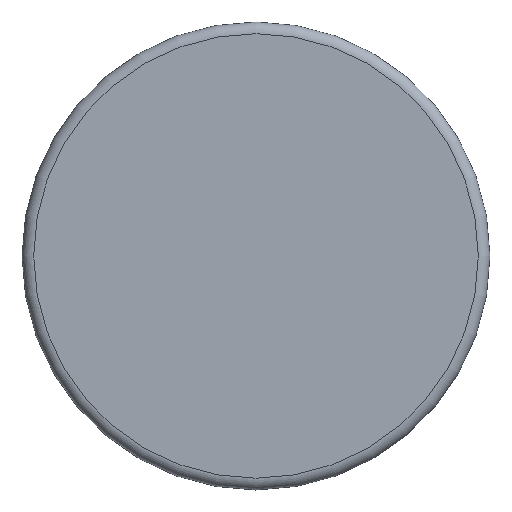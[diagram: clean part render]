
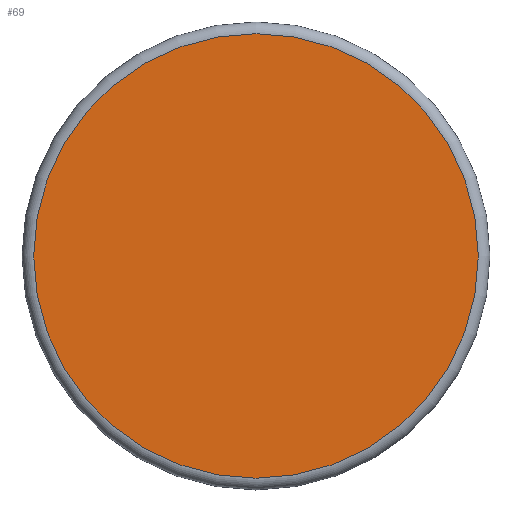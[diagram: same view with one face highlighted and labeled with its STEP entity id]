
A CAD part, top view. The second image highlights one B-rep face of the part: STEP entity #69.
In plain terms, the highlighted planar face has unit normal (0, 0, 1).
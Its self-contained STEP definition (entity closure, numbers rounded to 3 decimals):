
#69 = ADVANCED_FACE( '', ( #147 ), #148, .F. );
#147 = FACE_OUTER_BOUND( '', #220, .T. );
#148 = PLANE( '', #221 );
#220 = EDGE_LOOP( '', ( #315 ) );
#221 = AXIS2_PLACEMENT_3D( '', #316, #317, #318 );
#315 = ORIENTED_EDGE( '', *, *, #360, .T. );
#316 = CARTESIAN_POINT( '', ( 30., 0., 26. ) );
#317 = DIRECTION( '', ( 0., 0., -1. ) );
#318 = DIRECTION( '', ( -1., 0., 0. ) );
#360 = EDGE_CURVE( '', #407, #407, #408, .F. );
#407 = VERTEX_POINT( '', #456 );
#408 = CIRCLE( '', #457, 28.5 );
#456 = CARTESIAN_POINT( '', ( -28.5, 0., 26. ) );
#457 = AXIS2_PLACEMENT_3D( '', #504, #505, #506 );
#504 = CARTESIAN_POINT( '', ( 0., 0., 26. ) );
#505 = DIRECTION( '', ( 0., 0., -1. ) );
#506 = DIRECTION( '', ( -1., 0., 0. ) );
